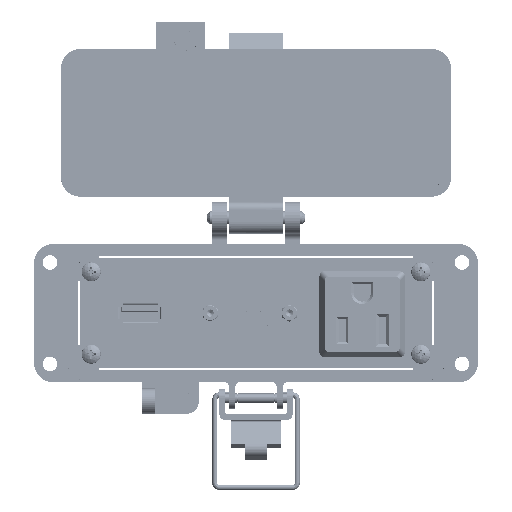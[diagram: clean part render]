
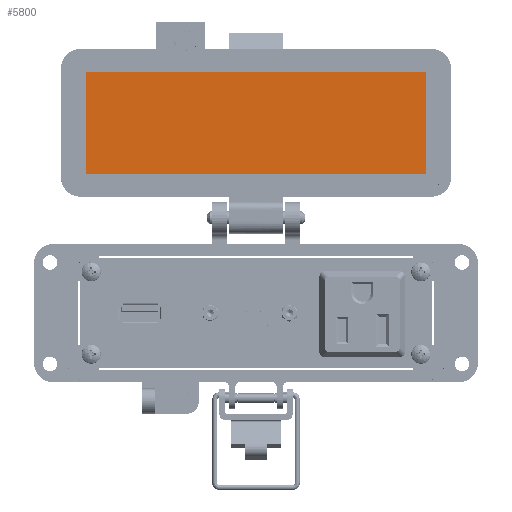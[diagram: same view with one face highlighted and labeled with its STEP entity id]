
A CAD part, top view. The second image highlights one B-rep face of the part: STEP entity #5800.
In plain terms, the highlighted planar face has unit normal (0, 0, 1).
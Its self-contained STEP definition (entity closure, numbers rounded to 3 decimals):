
#482 = LINE ( 'NONE', #34651, #57476 ) ;
#909 = EDGE_CURVE ( 'NONE', #21270, #15147, #100406, .T. ) ;
#5800 = ADVANCED_FACE ( 'NONE', ( #27675 ), #43054, .T. ) ;
#7462 = AXIS2_PLACEMENT_3D ( 'NONE', #91047, #10762, #75510 ) ;
#9791 = CARTESIAN_POINT ( 'NONE',  ( 53.75, 51.154, -25.55 ) ) ;
#10762 = DIRECTION ( 'NONE',  ( 0., 0., 1. ) ) ;
#10819 = EDGE_CURVE ( 'NONE', #15325, #21270, #482, .T. ) ;
#11635 = ORIENTED_EDGE ( 'NONE', *, *, #10819, .F. ) ;
#14133 = EDGE_CURVE ( 'NONE', #15147, #46669, #93520, .T. ) ;
#15147 = VERTEX_POINT ( 'NONE', #99120 ) ;
#15325 = VERTEX_POINT ( 'NONE', #22186 ) ;
#21270 = VERTEX_POINT ( 'NONE', #9791 ) ;
#21848 = CARTESIAN_POINT ( 'NONE',  ( -8.5, 83.154, -25.55 ) ) ;
#22186 = CARTESIAN_POINT ( 'NONE',  ( 53.75, 83.154, -25.55 ) ) ;
#22662 = ORIENTED_EDGE ( 'NONE', *, *, #14133, .F. ) ;
#25775 = ORIENTED_EDGE ( 'NONE', *, *, #54491, .F. ) ;
#26477 = DIRECTION ( 'NONE',  ( 0., -1., 0. ) ) ;
#27675 = FACE_OUTER_BOUND ( 'NONE', #100856, .T. ) ;
#29105 = VECTOR ( 'NONE', #78468, 1000. ) ;
#34651 = CARTESIAN_POINT ( 'NONE',  ( 53.75, 67.154, -25.55 ) ) ;
#43054 = PLANE ( 'NONE',  #7462 ) ;
#46669 = VERTEX_POINT ( 'NONE', #54947 ) ;
#48109 = LINE ( 'NONE', #21848, #29105 ) ;
#52491 = VECTOR ( 'NONE', #94427, 1000. ) ;
#54491 = EDGE_CURVE ( 'NONE', #46669, #15325, #48109, .T. ) ;
#54947 = CARTESIAN_POINT ( 'NONE',  ( -53.75, 83.154, -25.55 ) ) ;
#57476 = VECTOR ( 'NONE', #26477, 1000. ) ;
#71704 = CARTESIAN_POINT ( 'NONE',  ( -53.75, 67.154, -25.55 ) ) ;
#72050 = VECTOR ( 'NONE', #79857, 1000. ) ;
#74545 = ORIENTED_EDGE ( 'NONE', *, *, #909, .F. ) ;
#75510 = DIRECTION ( 'NONE',  ( 0., -1., 0. ) ) ;
#78468 = DIRECTION ( 'NONE',  ( 1., 0., 0. ) ) ;
#79857 = DIRECTION ( 'NONE',  ( 0., 1., 0. ) ) ;
#91047 = CARTESIAN_POINT ( 'NONE',  ( -8.5, 67.154, -25.55 ) ) ;
#93520 = LINE ( 'NONE', #71704, #72050 ) ;
#94427 = DIRECTION ( 'NONE',  ( -1., 0., 0. ) ) ;
#99120 = CARTESIAN_POINT ( 'NONE',  ( -53.75, 51.154, -25.55 ) ) ;
#100406 = LINE ( 'NONE', #102536, #52491 ) ;
#100856 = EDGE_LOOP ( 'NONE', ( #25775, #22662, #74545, #11635 ) ) ;
#102536 = CARTESIAN_POINT ( 'NONE',  ( 42., 51.154, -25.55 ) ) ;
